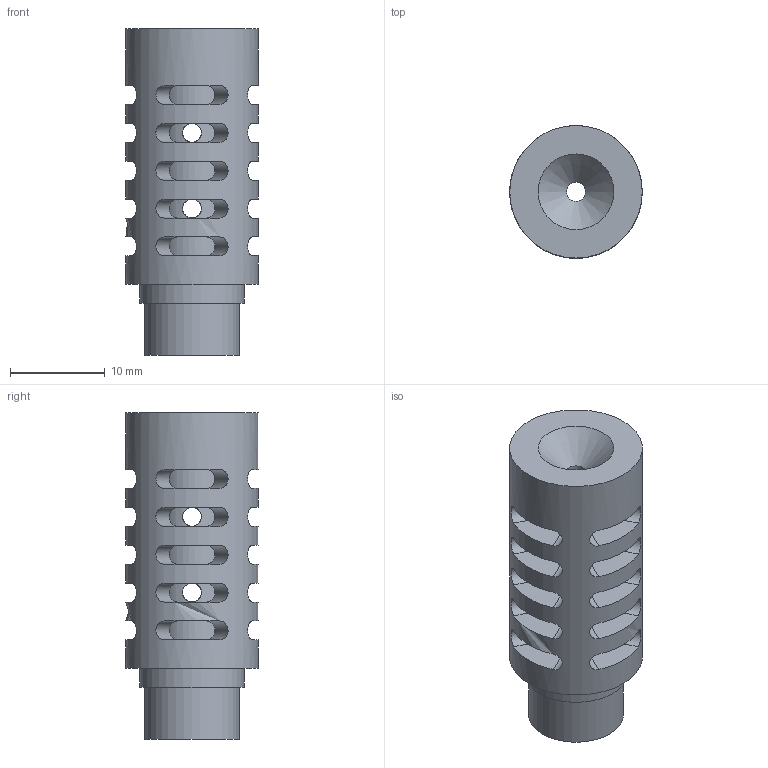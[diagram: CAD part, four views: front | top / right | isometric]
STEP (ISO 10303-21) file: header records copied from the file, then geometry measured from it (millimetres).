
FILE_DESCRIPTION((''),'2;1');
FILE_NAME('ISOLATOR GUIDE.stp','2015-01-29T13:10:17',('jge'),(''),'Autodesk Inventor 2012','Autodesk Inventor 2012','');
FILE_SCHEMA(('AUTOMOTIVE_DESIGN { 1 0 10303 214 1 1 1 1 }'));
Length unit declared in the file: millimetre
Products named in the file (1): PI ISOLATOR
Bounding box: 14 x 14 x 34.5 mm (x, y, z)
Volume: 3355.3 mm3; surface area: 3128.4 mm2
Topology: 1 solids, 1 shells, 131 faces, 422 edges, 303 vertices
Faces by surface type: cylinder 83, plane 47, cone 1
Full cylindrical faces by diameter (mm): 2 x9, 4.1 x1, 5.5 x1, 5.917 x1, 10 x1, 11 x1, 14 x1
Entity records: 6094 total; most frequent: CARTESIAN_POINT 2770, ORIENTED_EDGE 750, DIRECTION 566, EDGE_CURVE 375, VERTEX_POINT 279, AXIS2_PLACEMENT_3D 243, B_SPLINE_CURVE_WITH_KNOTS 184, EDGE_LOOP 182
